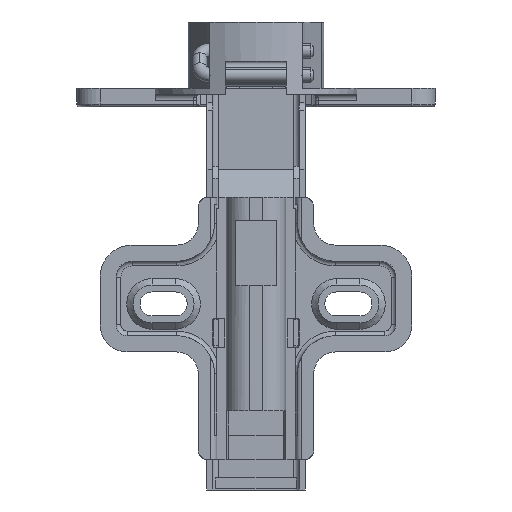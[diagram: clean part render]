
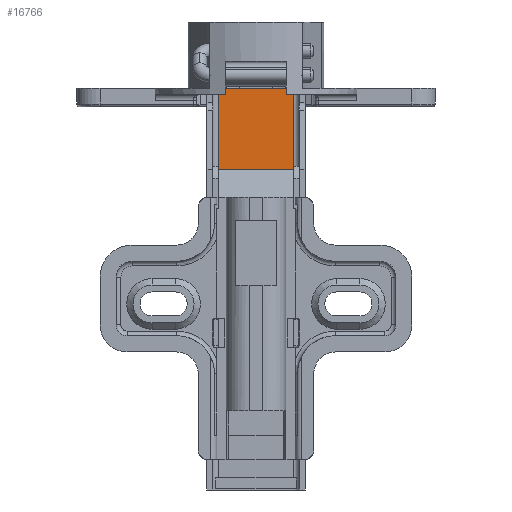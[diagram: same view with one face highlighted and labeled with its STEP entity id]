
A CAD part, front view. The second image highlights one B-rep face of the part: STEP entity #16766.
In plain terms, the highlighted planar face has unit normal (0, -1, 0).
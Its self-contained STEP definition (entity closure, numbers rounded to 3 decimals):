
#96 = DIRECTION ( 'NONE',  ( 0., 0., 1. ) ) ;
#1336 = EDGE_CURVE ( 'NONE', #17742, #8883, #16418, .T. ) ;
#1979 = DIRECTION ( 'NONE',  ( -1., 0., 0. ) ) ;
#2937 = CARTESIAN_POINT ( 'NONE',  ( -6.5, 6., 69.5 ) ) ;
#3092 = VECTOR ( 'NONE', #1979, 1000. ) ;
#3171 = CARTESIAN_POINT ( 'NONE',  ( 8.5, 6., 69.5 ) ) ;
#3313 = ORIENTED_EDGE ( 'NONE', *, *, #10597, .T. ) ;
#3531 = VECTOR ( 'NONE', #7032, 1000. ) ;
#4407 = EDGE_LOOP ( 'NONE', ( #13526, #14064, #3313, #13389 ) ) ;
#4465 = DIRECTION ( 'NONE',  ( 0., 0., -1. ) ) ;
#4898 = LINE ( 'NONE', #3171, #3092 ) ;
#5512 = VERTEX_POINT ( 'NONE', #2937 ) ;
#5567 = LINE ( 'NONE', #11290, #10790 ) ;
#6278 = DIRECTION ( 'NONE',  ( 0., 0., -1. ) ) ;
#7032 = DIRECTION ( 'NONE',  ( -1., 0., 0. ) ) ;
#7375 = DIRECTION ( 'NONE',  ( 0., -1., 0. ) ) ;
#7644 = LINE ( 'NONE', #13194, #15350 ) ;
#8883 = VERTEX_POINT ( 'NONE', #9430 ) ;
#8944 = VERTEX_POINT ( 'NONE', #16442 ) ;
#9430 = CARTESIAN_POINT ( 'NONE',  ( -6.5, 6., 55.466 ) ) ;
#10597 = EDGE_CURVE ( 'NONE', #8944, #5512, #4898, .T. ) ;
#10651 = AXIS2_PLACEMENT_3D ( 'NONE', #14116, #7375, #4465 ) ;
#10790 = VECTOR ( 'NONE', #96, 1000. ) ;
#11290 = CARTESIAN_POINT ( 'NONE',  ( 6.5, 6., 55. ) ) ;
#12068 = EDGE_CURVE ( 'NONE', #5512, #8883, #7644, .T. ) ;
#13194 = CARTESIAN_POINT ( 'NONE',  ( -6.5, 6., 55.466 ) ) ;
#13389 = ORIENTED_EDGE ( 'NONE', *, *, #12068, .T. ) ;
#13526 = ORIENTED_EDGE ( 'NONE', *, *, #1336, .F. ) ;
#14064 = ORIENTED_EDGE ( 'NONE', *, *, #14114, .T. ) ;
#14114 = EDGE_CURVE ( 'NONE', #17742, #8944, #5567, .T. ) ;
#14116 = CARTESIAN_POINT ( 'NONE',  ( 8.5, 6., 55. ) ) ;
#15350 = VECTOR ( 'NONE', #6278, 1000. ) ;
#15447 = CARTESIAN_POINT ( 'NONE',  ( 6.5, 6., 55.466 ) ) ;
#15484 = PLANE ( 'NONE',  #10651 ) ;
#16418 = LINE ( 'NONE', #17788, #3531 ) ;
#16442 = CARTESIAN_POINT ( 'NONE',  ( 6.5, 6., 69.5 ) ) ;
#16766 = ADVANCED_FACE ( 'NONE', ( #16945 ), #15484, .T. ) ;
#16945 = FACE_OUTER_BOUND ( 'NONE', #4407, .T. ) ;
#17742 = VERTEX_POINT ( 'NONE', #15447 ) ;
#17788 = CARTESIAN_POINT ( 'NONE',  ( 8.5, 6., 55.466 ) ) ;
